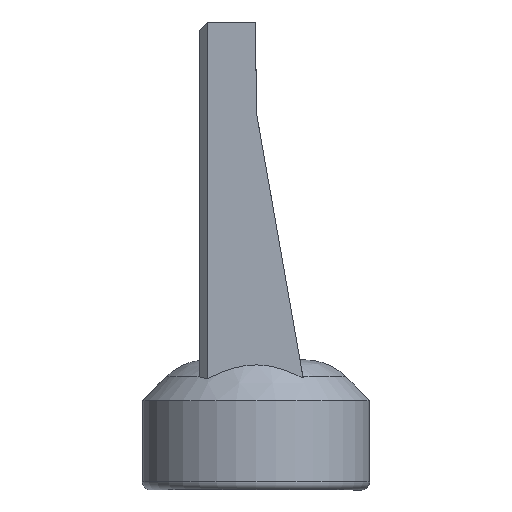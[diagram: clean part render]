
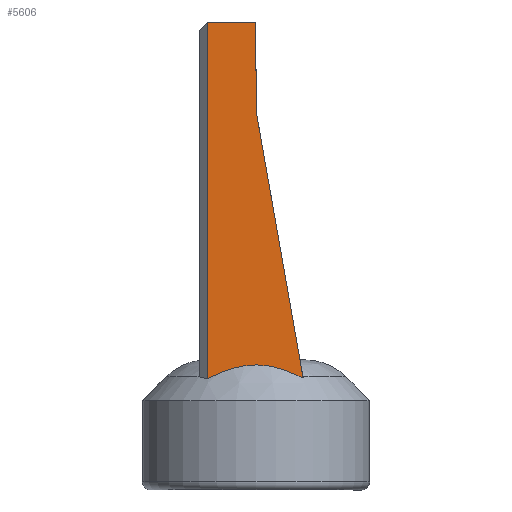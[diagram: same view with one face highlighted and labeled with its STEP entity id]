
A CAD part, left-side view. The second image highlights one B-rep face of the part: STEP entity #5606.
In plain terms, the highlighted planar face has unit normal (-1, 0, 0).
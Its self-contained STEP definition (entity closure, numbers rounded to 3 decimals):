
#86=(
BOUNDED_CURVE()
B_SPLINE_CURVE(2,(#18163,#18164,#18165),.UNSPECIFIED.,.F.,.F.)
B_SPLINE_CURVE_WITH_KNOTS((3,3),(10200.299,18192.072),
 .UNSPECIFIED.)
CURVE()
GEOMETRIC_REPRESENTATION_ITEM()
RATIONAL_B_SPLINE_CURVE((9606.324,11245.587,9557.322))
REPRESENTATION_ITEM('')
);
#143=PLANE('',#6014);
#642=FACE_OUTER_BOUND('',#974,.T.);
#974=EDGE_LOOP('',(#4786,#4787,#4788,#4789,#4790));
#1653=LINE('',#18141,#2066);
#1655=LINE('',#18147,#2068);
#1659=LINE('',#18158,#2072);
#1661=LINE('',#18166,#2074);
#2066=VECTOR('',#7008,3.);
#2068=VECTOR('',#7014,5.471);
#2072=VECTOR('',#7024,10.);
#2074=VECTOR('',#7030,15.565);
#2671=VERTEX_POINT('',#18138);
#2672=VERTEX_POINT('',#18140);
#2674=VERTEX_POINT('',#18146);
#2675=VERTEX_POINT('',#18154);
#2676=VERTEX_POINT('',#18162);
#3412=EDGE_CURVE('',#2672,#2671,#1653,.T.);
#3415=EDGE_CURVE('',#2672,#2674,#1655,.T.);
#3420=EDGE_CURVE('',#2675,#2671,#1659,.T.);
#3422=EDGE_CURVE('',#2675,#2676,#86,.F.);
#3423=EDGE_CURVE('',#2674,#2676,#1661,.T.);
#4786=ORIENTED_EDGE('',*,*,#3420,.F.);
#4787=ORIENTED_EDGE('',*,*,#3422,.T.);
#4788=ORIENTED_EDGE('',*,*,#3423,.F.);
#4789=ORIENTED_EDGE('',*,*,#3415,.F.);
#4790=ORIENTED_EDGE('',*,*,#3412,.T.);
#5606=ADVANCED_FACE('',(#642),#143,.F.);
#6014=AXIS2_PLACEMENT_3D('',#18161,#7028,#7029);
#7008=DIRECTION('',(0.,0.,1.));
#7014=DIRECTION('',(0.,1.,0.));
#7024=DIRECTION('',(0.,-1.,0.));
#7028=DIRECTION('center_axis',(1.,0.,0.));
#7029=DIRECTION('ref_axis',(0.,0.,-1.));
#7030=DIRECTION('',(0.,0.985,-0.174));
#18138=CARTESIAN_POINT('',(-1.8,15.2,7.));
#18140=CARTESIAN_POINT('',(-1.8,15.2,4.));
#18141=CARTESIAN_POINT('',(-1.8,15.2,4.));
#18146=CARTESIAN_POINT('',(-1.8,20.671,4.));
#18147=CARTESIAN_POINT('',(-1.8,15.2,4.));
#18154=CARTESIAN_POINT('',(-1.8,37.16,7.));
#18158=CARTESIAN_POINT('',(-1.8,15.2,7.));
#18161=CARTESIAN_POINT('Origin',(-1.8,15.2,0.));
#18162=CARTESIAN_POINT('',(-1.8,37.107,1.102));
#18163=CARTESIAN_POINT('Ctrl Pts',(-1.8,37.107,1.102));
#18164=CARTESIAN_POINT('Ctrl Pts',(-1.8,35.59,4.037));
#18165=CARTESIAN_POINT('Ctrl Pts',(-1.8,37.16,7.));
#18166=CARTESIAN_POINT('',(-1.8,20.671,4.));
